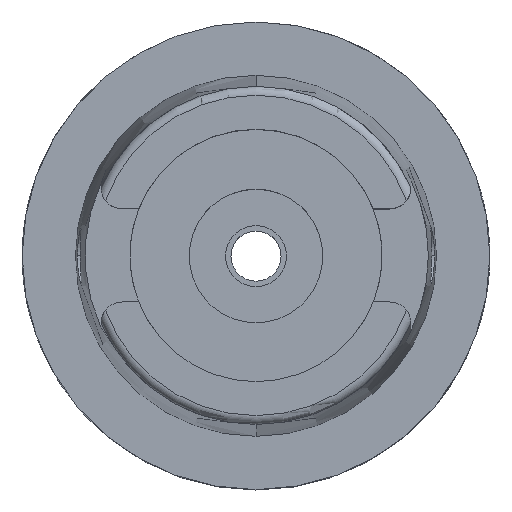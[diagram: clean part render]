
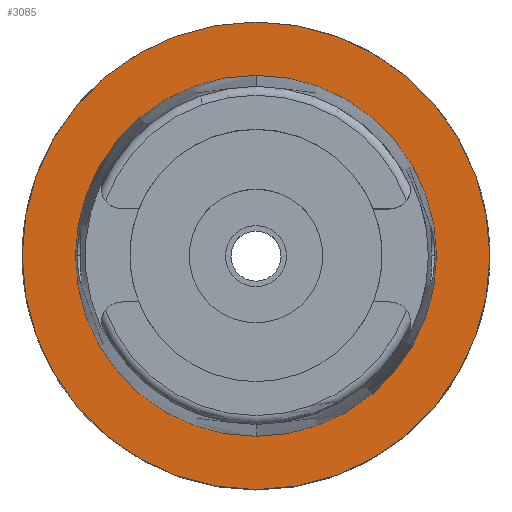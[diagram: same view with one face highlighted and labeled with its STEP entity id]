
A CAD part, top view. The second image highlights one B-rep face of the part: STEP entity #3085.
In plain terms, the highlighted planar face has unit normal (0, 0, 1).
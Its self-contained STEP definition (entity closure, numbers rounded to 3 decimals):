
#618=CARTESIAN_POINT('',(0.,0.,0.));
#619=DIRECTION('',(0.,0.,-1.));
#620=DIRECTION('',(0.,-1.,0.));
#621=AXIS2_PLACEMENT_3D('',#618,#619,#620);
#626=CARTESIAN_POINT('',(0.,0.,0.));
#627=DIRECTION('',(0.,0.,-1.));
#628=DIRECTION('',(0.,1.,0.));
#629=AXIS2_PLACEMENT_3D('',#626,#627,#628);
#634=CARTESIAN_POINT('',(0.,0.,0.));
#635=DIRECTION('',(0.,0.,1.));
#636=DIRECTION('',(0.,-1.,0.));
#637=AXIS2_PLACEMENT_3D('',#634,#635,#636);
#642=CARTESIAN_POINT('',(0.,0.,0.));
#643=DIRECTION('',(0.,0.,1.));
#644=DIRECTION('',(0.,1.,0.));
#645=AXIS2_PLACEMENT_3D('',#642,#643,#644);
#2413=CARTESIAN_POINT('',(0.,-24.315,0.));
#2414=VERTEX_POINT('',#2413);
#2415=CARTESIAN_POINT('',(0.,24.315,0.));
#2416=VERTEX_POINT('',#2415);
#2701=CARTESIAN_POINT('',(0.,31.5,0.));
#2702=VERTEX_POINT('',#2701);
#2703=CARTESIAN_POINT('',(0.,-31.5,0.));
#2704=VERTEX_POINT('',#2703);
#3070=CARTESIAN_POINT('',(0.,0.,0.));
#3071=DIRECTION('',(0.,0.,1.));
#3072=DIRECTION('',(0.,1.,0.));
#3073=AXIS2_PLACEMENT_3D('',#3070,#3071,#3072);
#3074=PLANE('',#3073);
#3076=ORIENTED_EDGE('',*,*,#3075,.T.);
#3078=ORIENTED_EDGE('',*,*,#3077,.T.);
#3079=EDGE_LOOP('',(#3076,#3078));
#3080=FACE_OUTER_BOUND('',#3079,.F.);
#3081=ORIENTED_EDGE('',*,*,#3028,.T.);
#3082=ORIENTED_EDGE('',*,*,#2821,.T.);
#3083=EDGE_LOOP('',(#3081,#3082));
#3084=FACE_BOUND('',#3083,.F.);
#622=CIRCLE('',#621,31.5);
#630=CIRCLE('',#629,31.5);
#638=CIRCLE('',#637,24.315);
#646=CIRCLE('',#645,24.315);
#2821=EDGE_CURVE('',#2416,#2414,#646,.T.);
#3028=EDGE_CURVE('',#2414,#2416,#638,.T.);
#3075=EDGE_CURVE('',#2704,#2702,#622,.T.);
#3077=EDGE_CURVE('',#2702,#2704,#630,.T.);
#3085=ADVANCED_FACE('',(#3080,#3084),#3074,.T.);
